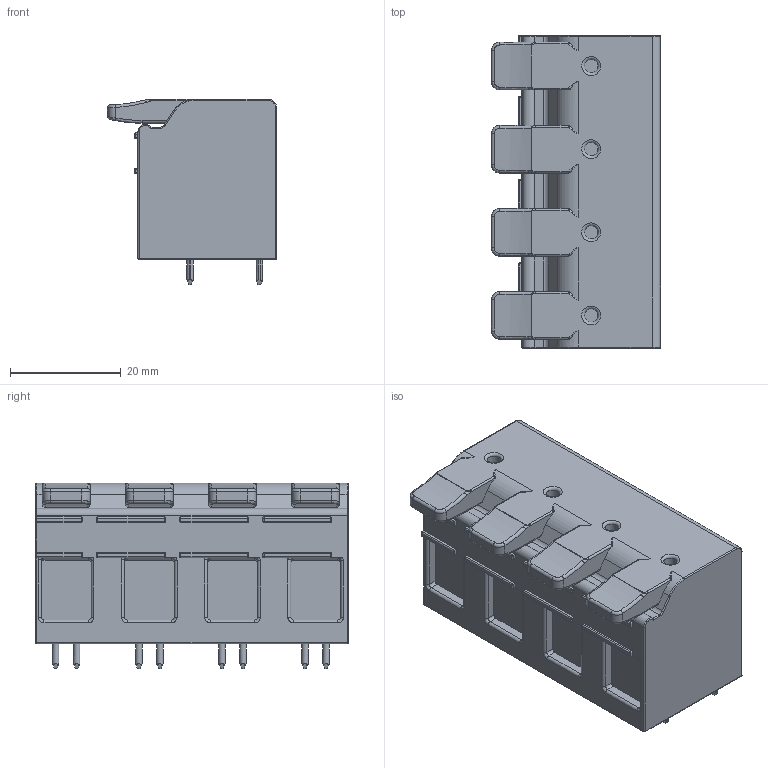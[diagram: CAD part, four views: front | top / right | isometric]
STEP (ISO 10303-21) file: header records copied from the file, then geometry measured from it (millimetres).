
FILE_DESCRIPTION (( 'STEP AP203' ), '1' );
FILE_NAME ('MPX315-150504.STEP', '2018-07-13T06:30:31', ( 'AcerPC' ), ( 'DECA' ), 'SwSTEP 2.0', 'SolidWorks 2012', '' );
FILE_SCHEMA (( 'CONFIG_CONTROL_DESIGN' ));
Length unit declared in the file: millimetre
Products named in the file (1): MPX315-150504
Bounding box: 30.5 x 56.4 x 33.5 mm (x, y, z)
Volume: 39923.2 mm3; surface area: 9025.2 mm2
Topology: 1 solids, 1 shells, 538 faces, 1366 edges, 820 vertices
Faces by surface type: cylinder 216, plane 198, bspline 84, torus 36, sphere 4
Full cylindrical faces by diameter (mm): 2.4 x4
Entity records: 18822 total; most frequent: CARTESIAN_POINT 6838, ORIENTED_EDGE 2636, DIRECTION 2312, EDGE_CURVE 1318, AXIS2_PLACEMENT_3D 821, VERTEX_POINT 816, VECTOR 670, LINE 670
